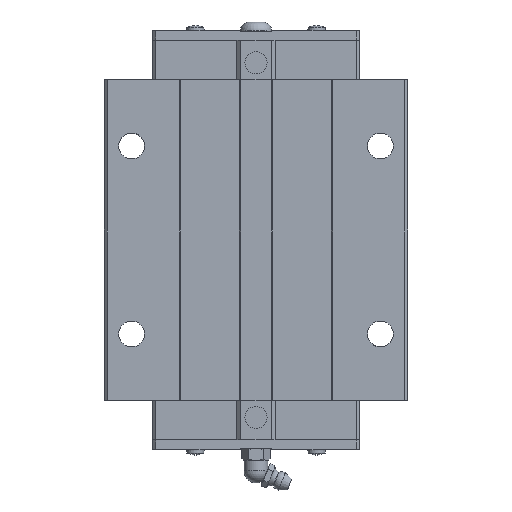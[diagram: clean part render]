
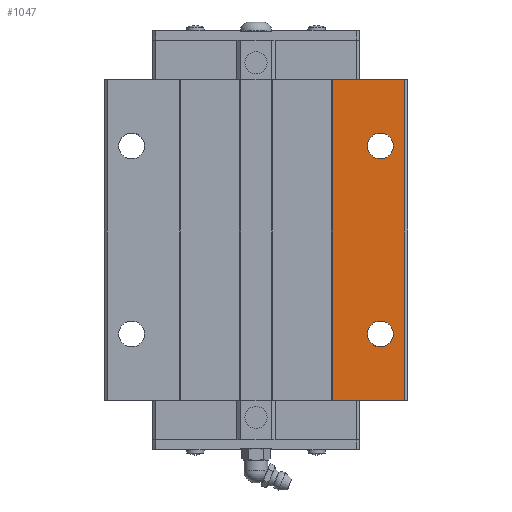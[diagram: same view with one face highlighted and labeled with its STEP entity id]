
A CAD part, top view. The second image highlights one B-rep face of the part: STEP entity #1047.
In plain terms, the highlighted planar face has unit normal (0, 0, 1).
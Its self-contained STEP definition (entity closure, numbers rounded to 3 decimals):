
#1047=ADVANCED_FACE('',(#2181,#2182,#2183),#2184,.T.);
#2181=FACE_OUTER_BOUND('',#3403,.T.);
#2182=FACE_BOUND('',#3404,.T.);
#2183=FACE_BOUND('',#3405,.T.);
#2184=PLANE('',#3406);
#3403=EDGE_LOOP('',(#6647,#6648,#6649,#6650));
#3404=EDGE_LOOP('',(#6651,#6652));
#3405=EDGE_LOOP('',(#6653,#6654));
#3406=AXIS2_PLACEMENT_3D('',#6655,#6656,#6657);
#6647=ORIENTED_EDGE('',*,*,#8567,.T.);
#6648=ORIENTED_EDGE('',*,*,#8496,.T.);
#6649=ORIENTED_EDGE('',*,*,#8573,.F.);
#6650=ORIENTED_EDGE('',*,*,#8548,.T.);
#6651=ORIENTED_EDGE('',*,*,#7386,.T.);
#6652=ORIENTED_EDGE('',*,*,#8574,.T.);
#6653=ORIENTED_EDGE('',*,*,#7381,.T.);
#6654=ORIENTED_EDGE('',*,*,#8575,.T.);
#6655=CARTESIAN_POINT('',(0.0,122.001,48.0));
#6656=DIRECTION('',(0.0,0.0,1.0));
#6657=DIRECTION('',(-1.0,0.0,0.0));
#7381=EDGE_CURVE('',#8845,#8851,#8853,.T.);
#7386=EDGE_CURVE('',#8856,#8860,#8862,.T.);
#8496=EDGE_CURVE('',#10513,#10511,#10514,.T.);
#8548=EDGE_CURVE('',#10603,#10601,#10604,.T.);
#8567=EDGE_CURVE('',#10601,#10513,#10627,.T.);
#8573=EDGE_CURVE('',#10603,#10511,#10633,.T.);
#8574=EDGE_CURVE('',#8860,#8856,#10634,.T.);
#8575=EDGE_CURVE('',#8851,#8845,#10635,.T.);
#8845=VERTEX_POINT('',#10992);
#8851=VERTEX_POINT('',#10999);
#8853=CIRCLE('',#11002,4.25);
#8856=VERTEX_POINT('',#11005);
#8860=VERTEX_POINT('',#11010);
#8862=CIRCLE('',#11013,4.25);
#10511=VERTEX_POINT('',#14270);
#10513=VERTEX_POINT('',#14273);
#10514=LINE('',#14274,#14275);
#10601=VERTEX_POINT('',#14404);
#10603=VERTEX_POINT('',#14407);
#10604=LINE('',#14408,#14409);
#10627=LINE('',#14444,#14445);
#10633=LINE('',#14453,#14454);
#10634=CIRCLE('',#14455,4.25);
#10635=CIRCLE('',#14456,4.25);
#10992=CARTESIAN_POINT('',(45.25,38.101,48.0));
#10999=CARTESIAN_POINT('',(36.75,38.101,48.0));
#11002=AXIS2_PLACEMENT_3D('',#14926,#14927,#14928);
#11005=CARTESIAN_POINT('',(45.25,100.101,48.0));
#11010=CARTESIAN_POINT('',(36.75,100.101,48.0));
#11013=AXIS2_PLACEMENT_3D('',#14934,#14935,#14936);
#14270=CARTESIAN_POINT('',(49.0,16.201,48.0));
#14273=CARTESIAN_POINT('',(25.25,16.201,48.0));
#14274=CARTESIAN_POINT('',(49.0,16.201,48.0));
#14275=VECTOR('',#16008,1.0);
#14404=CARTESIAN_POINT('',(25.25,122.001,48.0));
#14407=CARTESIAN_POINT('',(49.0,122.001,48.0));
#14408=CARTESIAN_POINT('',(49.0,122.001,48.0));
#14409=VECTOR('',#16058,1.0);
#14444=CARTESIAN_POINT('',(25.25,148.451,48.0));
#14445=VECTOR('',#16071,1.0);
#14453=CARTESIAN_POINT('',(49.0,122.001,48.0));
#14454=VECTOR('',#16074,1.0);
#14455=AXIS2_PLACEMENT_3D('',#16075,#16076,#16077);
#14456=AXIS2_PLACEMENT_3D('',#16078,#16079,#16080);
#14926=CARTESIAN_POINT('',(41.0,38.101,48.0));
#14927=DIRECTION('',(0.0,0.0,-1.0));
#14928=DIRECTION('',(1.0,0.0,0.0));
#14934=CARTESIAN_POINT('',(41.0,100.101,48.0));
#14935=DIRECTION('',(0.0,0.0,-1.0));
#14936=DIRECTION('',(1.0,0.0,0.0));
#16008=DIRECTION('',(1.0,0.0,0.0));
#16058=DIRECTION('',(-1.0,0.0,0.0));
#16071=DIRECTION('',(0.0,-1.0,0.0));
#16074=DIRECTION('',(0.0,-1.0,0.0));
#16075=CARTESIAN_POINT('',(41.0,100.101,48.0));
#16076=DIRECTION('',(0.0,0.0,-1.0));
#16077=DIRECTION('',(1.0,0.0,0.0));
#16078=CARTESIAN_POINT('',(41.0,38.101,48.0));
#16079=DIRECTION('',(0.0,0.0,-1.0));
#16080=DIRECTION('',(1.0,0.0,0.0));
